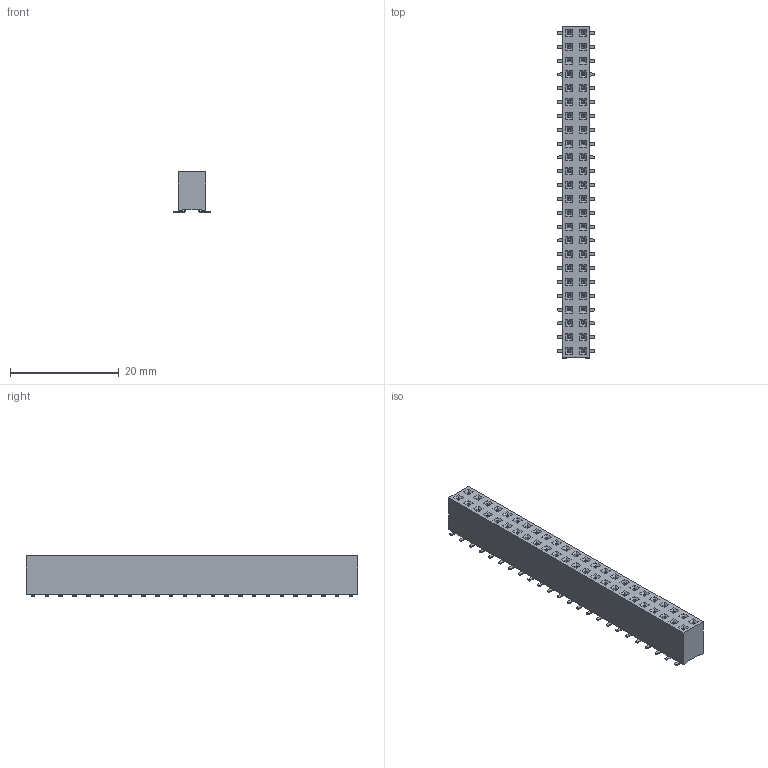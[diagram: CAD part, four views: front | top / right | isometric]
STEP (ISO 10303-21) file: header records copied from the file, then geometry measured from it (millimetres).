
FILE_DESCRIPTION(/* description */ ('model of PinSocket_2x24_P2.54mm_Vertical_SMD'),/* implementation_level */ '2;1');
FILE_NAME(/* name */ 'PinSocket_2x24_P2.54mm_Vertical_SMD.step',/* author */ ('KiCAD','kicad'),/* organization */ ('OCCT'),/* preprocessor_version */ '',/* originating_system */ 'KiCAD',/* authorisation */ '');
FILE_SCHEMA(('AUTOMOTIVE_DESIGN { 1 0 10303 214 1 1 1 1 }'));
Length unit declared in the file: millimetre
Products named in the file (1): PinSocket_2x24_P2.54mm_Vertical_SMD
Bounding box: 6.8 x 60.96 x 7.45 mm (x, y, z)
Volume: 2063.4 mm3; surface area: 2576.4 mm2
Topology: 1 solids, 1 shells, 1690 faces, 4248 edges, 2704 vertices
Faces by surface type: plane 1546, cylinder 144
Entity records: 66199 total; most frequent: CARTESIAN_POINT 8643, ORIENTED_EDGE 8496, DIRECTION 7918, EDGE_CURVE 4248, LINE 3960, VECTOR 3960, VERTEX_POINT 2704, AXIS2_PLACEMENT_3D 1979
